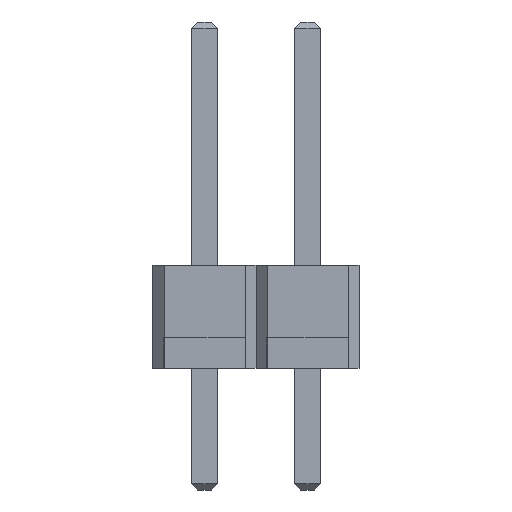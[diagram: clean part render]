
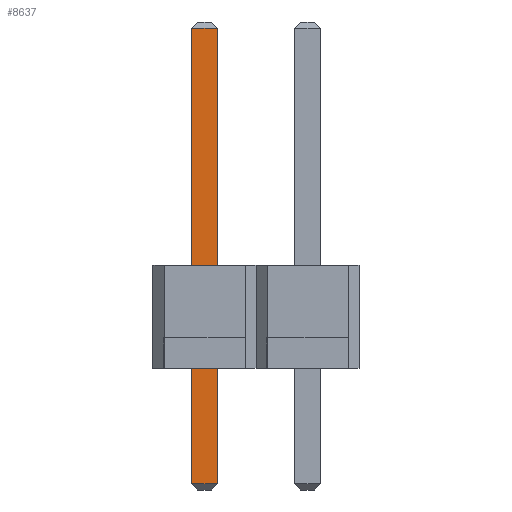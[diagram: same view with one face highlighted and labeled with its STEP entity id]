
A CAD part, front view. The second image highlights one B-rep face of the part: STEP entity #8637.
In plain terms, the highlighted planar face has unit normal (0, -1, 0).
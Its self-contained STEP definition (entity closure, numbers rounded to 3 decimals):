
#157=FACE_OUTER_BOUND('',#688,.T.);
#688=EDGE_LOOP('',(#5793,#5794,#5795,#5796));
#1285=LINE('',#12099,#2501);
#1292=LINE('',#12112,#2508);
#1301=LINE('',#12130,#2517);
#1304=LINE('',#12135,#2520);
#2501=VECTOR('',#9808,10.);
#2508=VECTOR('',#9821,10.);
#2517=VECTOR('',#9838,10.);
#2520=VECTOR('',#9845,10.);
#3694=VERTEX_POINT('',#12082);
#3699=VERTEX_POINT('',#12093);
#3703=VERTEX_POINT('',#12111);
#3708=VERTEX_POINT('',#12125);
#4485=EDGE_CURVE('',#3694,#3699,#1285,.T.);
#4492=EDGE_CURVE('',#3703,#3699,#1292,.T.);
#4501=EDGE_CURVE('',#3703,#3708,#1301,.T.);
#4504=EDGE_CURVE('',#3694,#3708,#1304,.T.);
#5793=ORIENTED_EDGE('',*,*,#4485,.F.);
#5794=ORIENTED_EDGE('',*,*,#4504,.T.);
#5795=ORIENTED_EDGE('',*,*,#4501,.F.);
#5796=ORIENTED_EDGE('',*,*,#4492,.T.);
#8109=PLANE('',#9210);
#8637=ADVANCED_FACE('',(#157),#8109,.T.);
#9210=AXIS2_PLACEMENT_3D('',#12137,#9848,#9849);
#9808=DIRECTION('',(-1.,0.,0.));
#9821=DIRECTION('',(0.,0.,-1.));
#9838=DIRECTION('',(1.,0.,0.));
#9845=DIRECTION('',(0.,0.,1.));
#9848=DIRECTION('center_axis',(0.,-1.,0.));
#9849=DIRECTION('ref_axis',(0.,0.,-1.));
#12082=CARTESIAN_POINT('',(-0.95,-9.21,-2.85));
#12093=CARTESIAN_POINT('',(-1.59,-9.21,-2.85));
#12099=CARTESIAN_POINT('',(-1.11,-9.21,-2.85));
#12111=CARTESIAN_POINT('',(-1.59,-9.21,8.39));
#12112=CARTESIAN_POINT('',(-1.59,-9.21,-3.));
#12125=CARTESIAN_POINT('',(-0.95,-9.21,8.39));
#12130=CARTESIAN_POINT('',(-1.43,-9.21,8.39));
#12135=CARTESIAN_POINT('',(-0.95,-9.21,8.54));
#12137=CARTESIAN_POINT('Origin',(-1.27,-9.21,2.77));
